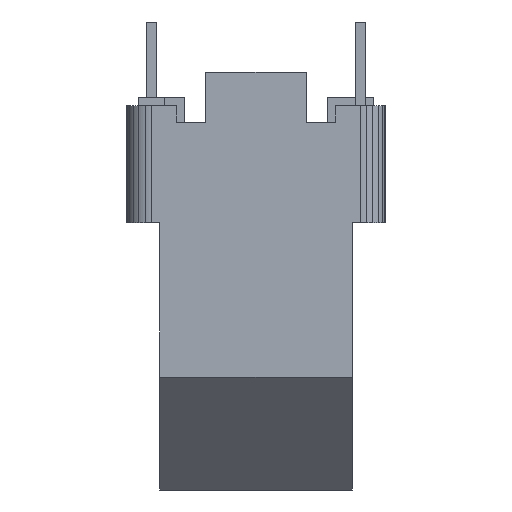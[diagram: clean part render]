
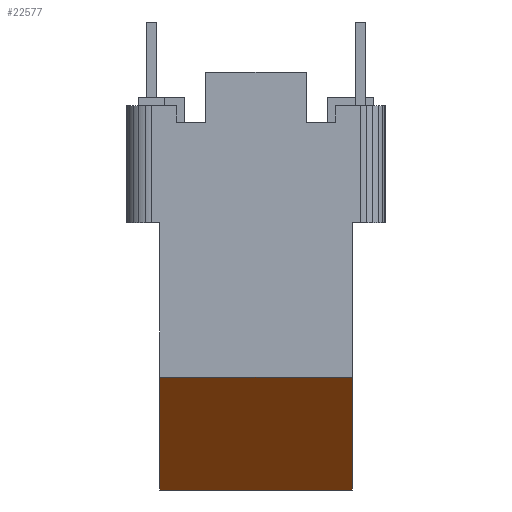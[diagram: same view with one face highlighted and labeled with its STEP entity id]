
A CAD part, front view. The second image highlights one B-rep face of the part: STEP entity #22577.
In plain terms, the highlighted planar face has unit normal (0, -0.707, -0.707).
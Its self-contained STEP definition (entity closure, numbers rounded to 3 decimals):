
#7108 = PLANE('',#7109);
#7109 = AXIS2_PLACEMENT_3D('',#7110,#7111,#7112);
#7110 = CARTESIAN_POINT('',(11.5,8.,16.));
#7111 = DIRECTION('',(1.,0.,0.));
#7112 = DIRECTION('',(0.,0.,1.));
#7348 = VERTEX_POINT('',#7349);
#7349 = CARTESIAN_POINT('',(11.5,0.,6.75));
#7363 = PLANE('',#7364);
#7364 = AXIS2_PLACEMENT_3D('',#7365,#7366,#7367);
#7365 = CARTESIAN_POINT('',(11.5,0.,6.75));
#7366 = DIRECTION('',(0.,-1.,0.));
#7367 = DIRECTION('',(0.,0.,-1.));
#7375 = EDGE_CURVE('',#7348,#7376,#7378,.T.);
#7376 = VERTEX_POINT('',#7377);
#7377 = CARTESIAN_POINT('',(11.5,6.75,0.));
#7378 = SURFACE_CURVE('',#7379,(#7383,#7390),.PCURVE_S1.);
#7379 = LINE('',#7380,#7381);
#7380 = CARTESIAN_POINT('',(11.5,0.,6.75));
#7381 = VECTOR('',#7382,1.);
#7382 = DIRECTION('',(0.,0.707,-0.707));
#7383 = PCURVE('',#7108,#7384);
#7384 = DEFINITIONAL_REPRESENTATION('',(#7385),#7389);
#7385 = LINE('',#7386,#7387);
#7386 = CARTESIAN_POINT('',(-9.25,8.));
#7387 = VECTOR('',#7388,1.);
#7388 = DIRECTION('',(-0.707,-0.707));
#7389 = ( GEOMETRIC_REPRESENTATION_CONTEXT(2) 
PARAMETRIC_REPRESENTATION_CONTEXT() REPRESENTATION_CONTEXT('2D SPACE',''
  ) );
#7390 = PCURVE('',#7391,#7396);
#7391 = PLANE('',#7392);
#7392 = AXIS2_PLACEMENT_3D('',#7393,#7394,#7395);
#7393 = CARTESIAN_POINT('',(0.,6.75,0.));
#7394 = DIRECTION('',(0.,-0.707,
    -0.707));
#7395 = DIRECTION('',(0.,0.707,-0.707));
#7396 = DEFINITIONAL_REPRESENTATION('',(#7397),#7401);
#7397 = LINE('',#7398,#7399);
#7398 = CARTESIAN_POINT('',(-9.546,11.5));
#7399 = VECTOR('',#7400,1.);
#7400 = DIRECTION('',(1.,0.));
#7401 = ( GEOMETRIC_REPRESENTATION_CONTEXT(2) 
PARAMETRIC_REPRESENTATION_CONTEXT() REPRESENTATION_CONTEXT('2D SPACE',''
  ) );
#7419 = PLANE('',#7420);
#7420 = AXIS2_PLACEMENT_3D('',#7421,#7422,#7423);
#7421 = CARTESIAN_POINT('',(0.,6.75,0.));
#7422 = DIRECTION('',(0.,0.,-1.));
#7423 = DIRECTION('',(-1.,0.,0.));
#14303 = PLANE('',#14304);
#14304 = AXIS2_PLACEMENT_3D('',#14305,#14306,#14307);
#14305 = CARTESIAN_POINT('',(0.,0.,
    16.));
#14306 = DIRECTION('',(-1.,0.,0.));
#14307 = DIRECTION('',(0.,-1.,0.));
#21595 = VERTEX_POINT('',#21596);
#21596 = CARTESIAN_POINT('',(0.,0.,6.75));
#21617 = EDGE_CURVE('',#7348,#21595,#21618,.T.);
#21618 = SURFACE_CURVE('',#21619,(#21623,#21630),.PCURVE_S1.);
#21619 = LINE('',#21620,#21621);
#21620 = CARTESIAN_POINT('',(11.5,0.,6.75));
#21621 = VECTOR('',#21622,1.);
#21622 = DIRECTION('',(-1.,0.,0.));
#21623 = PCURVE('',#7363,#21624);
#21624 = DEFINITIONAL_REPRESENTATION('',(#21625),#21629);
#21625 = LINE('',#21626,#21627);
#21626 = CARTESIAN_POINT('',(0.,0.));
#21627 = VECTOR('',#21628,1.);
#21628 = DIRECTION('',(0.,-1.));
#21629 = ( GEOMETRIC_REPRESENTATION_CONTEXT(2) 
PARAMETRIC_REPRESENTATION_CONTEXT() REPRESENTATION_CONTEXT('2D SPACE',''
  ) );
#21630 = PCURVE('',#7391,#21631);
#21631 = DEFINITIONAL_REPRESENTATION('',(#21632),#21636);
#21632 = LINE('',#21633,#21634);
#21633 = CARTESIAN_POINT('',(-9.546,11.5));
#21634 = VECTOR('',#21635,1.);
#21635 = DIRECTION('',(0.,-1.));
#21636 = ( GEOMETRIC_REPRESENTATION_CONTEXT(2) 
PARAMETRIC_REPRESENTATION_CONTEXT() REPRESENTATION_CONTEXT('2D SPACE',''
  ) );
#22577 = ADVANCED_FACE('',(#22578),#7391,.T.);
#22578 = FACE_BOUND('',#22579,.T.);
#22579 = EDGE_LOOP('',(#22580,#22603,#22604,#22605));
#22580 = ORIENTED_EDGE('',*,*,#22581,.F.);
#22581 = EDGE_CURVE('',#7376,#22582,#22584,.T.);
#22582 = VERTEX_POINT('',#22583);
#22583 = CARTESIAN_POINT('',(0.,6.75,0.));
#22584 = SURFACE_CURVE('',#22585,(#22589,#22596),.PCURVE_S1.);
#22585 = LINE('',#22586,#22587);
#22586 = CARTESIAN_POINT('',(11.5,6.75,0.));
#22587 = VECTOR('',#22588,1.);
#22588 = DIRECTION('',(-1.,0.,0.));
#22589 = PCURVE('',#7391,#22590);
#22590 = DEFINITIONAL_REPRESENTATION('',(#22591),#22595);
#22591 = LINE('',#22592,#22593);
#22592 = CARTESIAN_POINT('',(0.,11.5));
#22593 = VECTOR('',#22594,1.);
#22594 = DIRECTION('',(0.,-1.));
#22595 = ( GEOMETRIC_REPRESENTATION_CONTEXT(2) 
PARAMETRIC_REPRESENTATION_CONTEXT() REPRESENTATION_CONTEXT('2D SPACE',''
  ) );
#22596 = PCURVE('',#7419,#22597);
#22597 = DEFINITIONAL_REPRESENTATION('',(#22598),#22602);
#22598 = LINE('',#22599,#22600);
#22599 = CARTESIAN_POINT('',(-11.5,0.));
#22600 = VECTOR('',#22601,1.);
#22601 = DIRECTION('',(1.,0.));
#22602 = ( GEOMETRIC_REPRESENTATION_CONTEXT(2) 
PARAMETRIC_REPRESENTATION_CONTEXT() REPRESENTATION_CONTEXT('2D SPACE',''
  ) );
#22603 = ORIENTED_EDGE('',*,*,#7375,.F.);
#22604 = ORIENTED_EDGE('',*,*,#21617,.T.);
#22605 = ORIENTED_EDGE('',*,*,#22606,.T.);
#22606 = EDGE_CURVE('',#21595,#22582,#22607,.T.);
#22607 = SURFACE_CURVE('',#22608,(#22612,#22619),.PCURVE_S1.);
#22608 = LINE('',#22609,#22610);
#22609 = CARTESIAN_POINT('',(0.,0.,6.75));
#22610 = VECTOR('',#22611,1.);
#22611 = DIRECTION('',(0.,0.707,-0.707));
#22612 = PCURVE('',#7391,#22613);
#22613 = DEFINITIONAL_REPRESENTATION('',(#22614),#22618);
#22614 = LINE('',#22615,#22616);
#22615 = CARTESIAN_POINT('',(-9.546,0.));
#22616 = VECTOR('',#22617,1.);
#22617 = DIRECTION('',(1.,0.));
#22618 = ( GEOMETRIC_REPRESENTATION_CONTEXT(2) 
PARAMETRIC_REPRESENTATION_CONTEXT() REPRESENTATION_CONTEXT('2D SPACE',''
  ) );
#22619 = PCURVE('',#14303,#22620);
#22620 = DEFINITIONAL_REPRESENTATION('',(#22621),#22625);
#22621 = LINE('',#22622,#22623);
#22622 = CARTESIAN_POINT('',(0.,-9.25));
#22623 = VECTOR('',#22624,1.);
#22624 = DIRECTION('',(-0.707,-0.707));
#22625 = ( GEOMETRIC_REPRESENTATION_CONTEXT(2) 
PARAMETRIC_REPRESENTATION_CONTEXT() REPRESENTATION_CONTEXT('2D SPACE',''
  ) );
